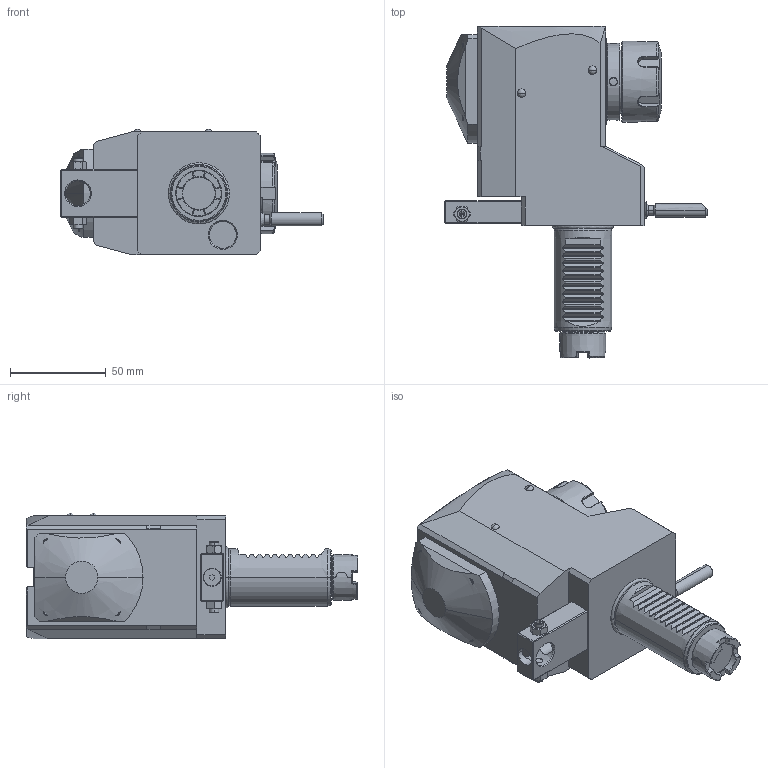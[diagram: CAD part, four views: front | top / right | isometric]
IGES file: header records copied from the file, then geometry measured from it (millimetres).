
Start section:  PTC IGES file: ngt1_30_451_25_1_2_75jb.igs
Global section: file name: ngt1_30_451_25_1_2_75jb.igs; native system: Pro/ENGINEER by Parametric Technology Corporation; preprocessor: 2010280; author: vali; organization: Unknown; date: 20170320.094510; units: millimetre
Bounding box: 136.88 x 173 x 65.4 mm (x, y, z)
Volume: 568949.2 mm3; surface area: 57171.7 mm2
Topology: 1 solids, 2 shells, 500 faces, 1265 edges, 784 vertices
Faces by surface type: bspline 298, revolution 200, extrusion 2
